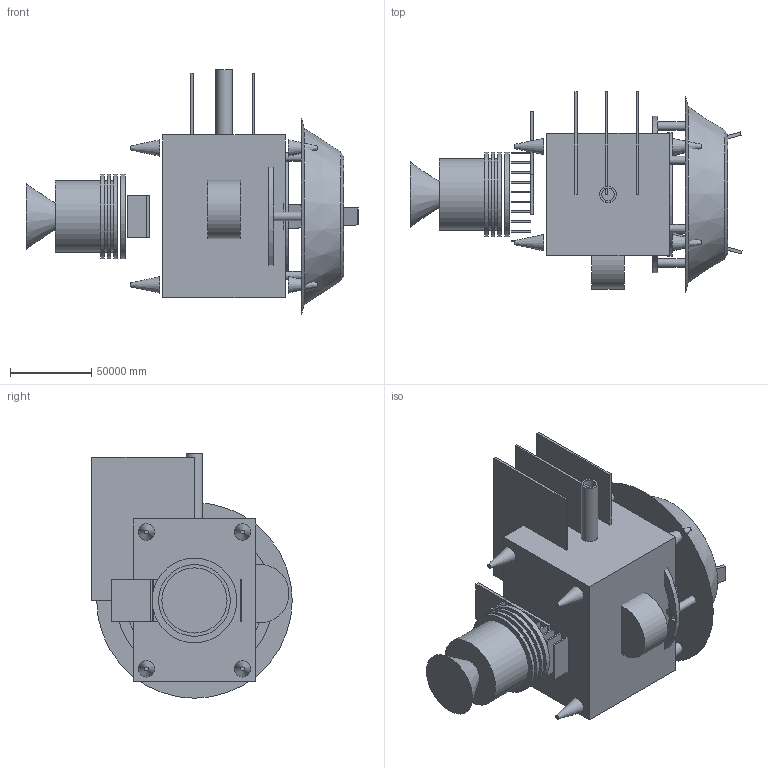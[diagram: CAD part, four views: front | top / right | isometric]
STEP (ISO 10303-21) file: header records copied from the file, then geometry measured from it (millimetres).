
FILE_DESCRIPTION(('FreeCAD Model'),'2;1');
FILE_NAME('Open CASCADE Shape Model','2025-08-09T21:00:34',('Author'),( ''),'Open CASCADE STEP processor 7.8','FreeCAD','Unknown');
FILE_SCHEMA(('AUTOMOTIVE_DESIGN { 1 0 10303 214 1 1 1 1 }'));
Length unit declared in the file: metre
Products named in the file (58): BusShell; Ion_Grid_1; RCS_Back_3; Ion_Body; Ion_Grid_0; Ion_Flange; FaradayCage; Ion_Grid_2; Ion_Nozzle; BusFrame_1; BusRail_0; BusFrame_0; BusFrame_2; ReactionWheel_1; TPS_Strut_60; PropTank; ReactionWheel_0; RCS_Front_2; ReactionWheel_2; RCS_Front_1; RCS_Front_0; TPS_SupportRing; TPS_Strut_0; TPS_Strut_120; TPS_Strut_240; TPS_Back; TPS_Strut_180; PaddlePlate_R; TPS_Strut_300; RadiatorFin_L_3; RadiatorFin_L_5; RadiatorFin_L_2; RadiatorFin_L_1; RadiatorFin_L_4; RadiatorFin_R_2; RadiatorFin_R_0; RadiatorFin_R_1; RadiatorFin_R_3; RadiatorFin_L_0; RadiatorFin_R_4 ...
Bounding box: 203745.78 x 123000 x 150000 mm (x, y, z)
Volume: 522416104034270.4 mm3; surface area: 250689821778.8 mm2
Topology: 58 solids, 59 shells, 267 faces, 443 edges, 296 vertices
Faces by surface type: plane 222, cylinder 33, cone 12
Full cylindrical faces by diameter (mm): 3000 x2, 4800 x2, 5200 x6, 7600 x1, 10000 x1, 36000 x7, 40000 x1, 44000 x1, 52000 x4, 64000 x1, 76000 x1, 84000 x1, 96000 x1
Entity records: 13000 total; most frequent: DIRECTION 1941, CARTESIAN_POINT 1909, LINE 1129, VECTOR 1129, ORIENTED_EDGE 886, PCURVE 886, DEFINITIONAL_REPRESENTATION 886, EDGE_CURVE 443
